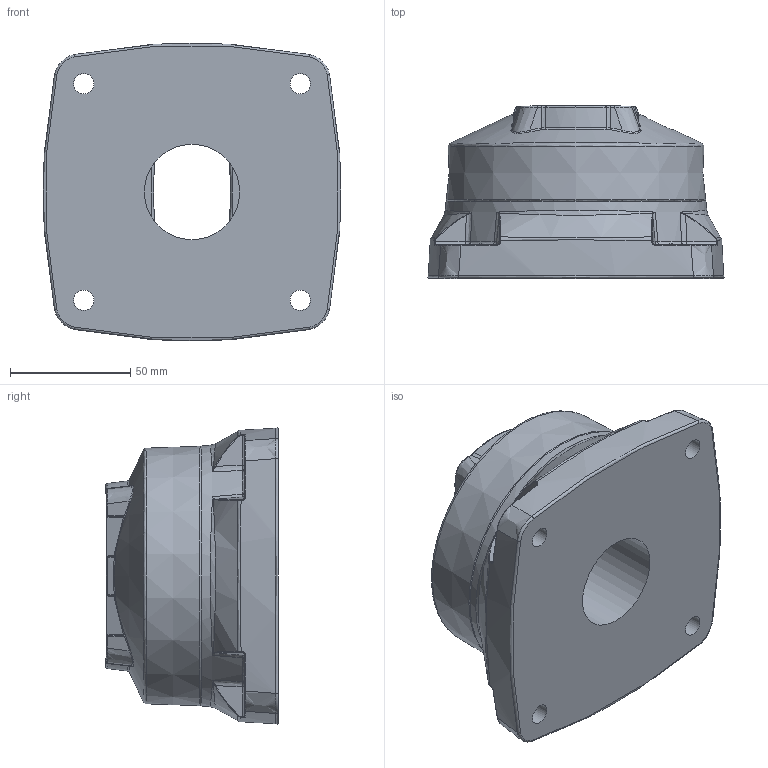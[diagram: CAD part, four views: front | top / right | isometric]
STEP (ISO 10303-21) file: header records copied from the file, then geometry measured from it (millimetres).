
FILE_DESCRIPTION (( 'STEP AP203' ), '1' );
FILE_NAME ('TK045.610.STEP', '2019-02-27T13:21:09', ( '' ), ( '' ), 'SwSTEP 2.0', 'SolidWorks 2018', '' );
FILE_SCHEMA (( 'CONFIG_CONTROL_DESIGN' ));
Length unit declared in the file: millimetre
Products named in the file (1): TK045.610
Bounding box: 123.67 x 71.85 x 123.67 mm (x, y, z)
Volume: 526843.7 mm3; surface area: 90313.3 mm2
Topology: 2 solids, 28 shells, 781 faces, 1823 edges, 1084 vertices
Faces by surface type: bspline 551, plane 105, cone 72, cylinder 53
Full cylindrical faces by diameter (mm): 2.814 x8, 3.086 x2, 6.5 x8, 8.5 x4, 39.6 x1
Entity records: 44816 total; most frequent: CARTESIAN_POINT 31484, ORIENTED_EDGE 3432, EDGE_CURVE 1716, DIRECTION 1647, VERTEX_POINT 1060, B_SPLINE_CURVE_WITH_KNOTS 957, EDGE_LOOP 870, FACE_OUTER_BOUND 824
